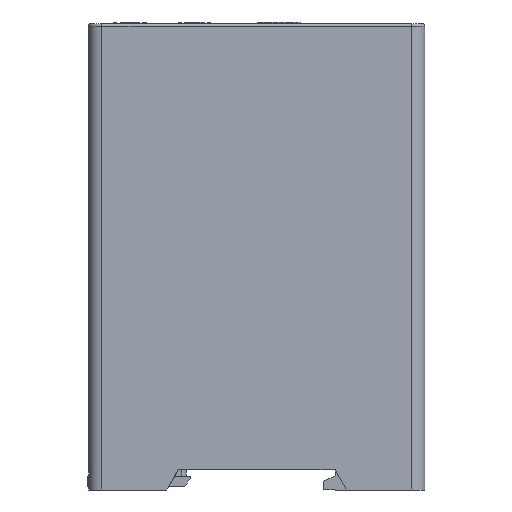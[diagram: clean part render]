
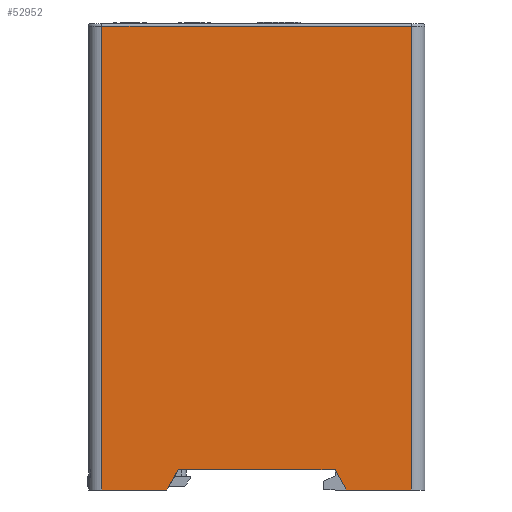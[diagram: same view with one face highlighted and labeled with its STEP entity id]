
A CAD part, front view. The second image highlights one B-rep face of the part: STEP entity #52952.
In plain terms, the highlighted planar face has unit normal (0, -1, 0).
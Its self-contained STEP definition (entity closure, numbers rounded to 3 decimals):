
#2076 = VERTEX_POINT ( 'NONE', #47776 ) ;
#2131 = CARTESIAN_POINT ( 'NONE',  ( 34.5, -11., -104. ) ) ;
#2604 = CARTESIAN_POINT ( 'NONE',  ( 17.5, -11., -99.5 ) ) ;
#4611 = VERTEX_POINT ( 'NONE', #27807 ) ;
#5006 = CARTESIAN_POINT ( 'NONE',  ( 34.5, -11., -104. ) ) ;
#6100 = DIRECTION ( 'NONE',  ( 1., 0., 0. ) ) ;
#6415 = CARTESIAN_POINT ( 'NONE',  ( -34.5, -11., -0.5 ) ) ;
#7153 = FACE_OUTER_BOUND ( 'NONE', #52261, .T. ) ;
#8024 = CARTESIAN_POINT ( 'NONE',  ( -17.5, -11., -99.5 ) ) ;
#8655 = LINE ( 'NONE', #2131, #52625 ) ;
#10269 = CARTESIAN_POINT ( 'NONE',  ( -37.5, -11., -104. ) ) ;
#11645 = LINE ( 'NONE', #50910, #32378 ) ;
#12775 = VECTOR ( 'NONE', #47522, 1000. ) ;
#13860 = DIRECTION ( 'NONE',  ( 0.486, 0., -0.874 ) ) ;
#14732 = ORIENTED_EDGE ( 'NONE', *, *, #43814, .T. ) ;
#14917 = EDGE_CURVE ( 'NONE', #47999, #43807, #29981, .T. ) ;
#14996 = EDGE_CURVE ( 'NONE', #17919, #23521, #37087, .T. ) ;
#17743 = VECTOR ( 'NONE', #6100, 1000. ) ;
#17919 = VERTEX_POINT ( 'NONE', #2604 ) ;
#18606 = CARTESIAN_POINT ( 'NONE',  ( -37.5, -11., -0.5 ) ) ;
#18715 = EDGE_CURVE ( 'NONE', #23521, #44942, #20338, .T. ) ;
#19688 = EDGE_CURVE ( 'NONE', #43807, #44942, #27103, .T. ) ;
#20338 = LINE ( 'NONE', #21675, #41052 ) ;
#21675 = CARTESIAN_POINT ( 'NONE',  ( -24.127, -11., -111.429 ) ) ;
#22453 = LINE ( 'NONE', #18606, #12775 ) ;
#22794 = ORIENTED_EDGE ( 'NONE', *, *, #14917, .T. ) ;
#23521 = VERTEX_POINT ( 'NONE', #8024 ) ;
#25023 = ORIENTED_EDGE ( 'NONE', *, *, #53081, .T. ) ;
#25286 = DIRECTION ( 'NONE',  ( 0., 0., -1. ) ) ;
#25804 = VECTOR ( 'NONE', #47485, 1000. ) ;
#25820 = DIRECTION ( 'NONE',  ( -0.486, 0., -0.874 ) ) ;
#25845 = ORIENTED_EDGE ( 'NONE', *, *, #19688, .T. ) ;
#26479 = EDGE_CURVE ( 'NONE', #2076, #47999, #22453, .T. ) ;
#26674 = CARTESIAN_POINT ( 'NONE',  ( -34.5, -11., -104. ) ) ;
#26825 = AXIS2_PLACEMENT_3D ( 'NONE', #41779, #50039, #25286 ) ;
#27103 = LINE ( 'NONE', #10269, #25804 ) ;
#27628 = ORIENTED_EDGE ( 'NONE', *, *, #14996, .F. ) ;
#27807 = CARTESIAN_POINT ( 'NONE',  ( 20., -11., -104. ) ) ;
#28768 = LINE ( 'NONE', #30880, #17743 ) ;
#29981 = LINE ( 'NONE', #38945, #49326 ) ;
#30880 = CARTESIAN_POINT ( 'NONE',  ( -37.5, -11., -104. ) ) ;
#31033 = DIRECTION ( 'NONE',  ( -1., 0., 0. ) ) ;
#31129 = DIRECTION ( 'NONE',  ( 0., 0., 1. ) ) ;
#32378 = VECTOR ( 'NONE', #13860, 1000. ) ;
#33158 = ORIENTED_EDGE ( 'NONE', *, *, #18715, .F. ) ;
#35778 = VECTOR ( 'NONE', #31033, 1000. ) ;
#37087 = LINE ( 'NONE', #43295, #35778 ) ;
#37888 = ORIENTED_EDGE ( 'NONE', *, *, #46816, .T. ) ;
#38945 = CARTESIAN_POINT ( 'NONE',  ( -34.5, -11., -104. ) ) ;
#41052 = VECTOR ( 'NONE', #25820, 1000. ) ;
#41779 = CARTESIAN_POINT ( 'NONE',  ( -37.5, -11., -104. ) ) ;
#43295 = CARTESIAN_POINT ( 'NONE',  ( -37.5, -11., -99.5 ) ) ;
#43807 = VERTEX_POINT ( 'NONE', #26674 ) ;
#43814 = EDGE_CURVE ( 'NONE', #4611, #49241, #28768, .T. ) ;
#44942 = VERTEX_POINT ( 'NONE', #47508 ) ;
#45910 = PLANE ( 'NONE',  #26825 ) ;
#46561 = ORIENTED_EDGE ( 'NONE', *, *, #26479, .T. ) ;
#46816 = EDGE_CURVE ( 'NONE', #49241, #2076, #8655, .T. ) ;
#47485 = DIRECTION ( 'NONE',  ( 1., 0., 0. ) ) ;
#47508 = CARTESIAN_POINT ( 'NONE',  ( -20., -11., -104. ) ) ;
#47522 = DIRECTION ( 'NONE',  ( -1., 0., 0. ) ) ;
#47776 = CARTESIAN_POINT ( 'NONE',  ( 34.5, -11., -0.5 ) ) ;
#47999 = VERTEX_POINT ( 'NONE', #6415 ) ;
#49241 = VERTEX_POINT ( 'NONE', #5006 ) ;
#49326 = VECTOR ( 'NONE', #51224, 1000. ) ;
#50039 = DIRECTION ( 'NONE',  ( 0., -1., 0. ) ) ;
#50910 = CARTESIAN_POINT ( 'NONE',  ( 6.439, -11., -79.59 ) ) ;
#51224 = DIRECTION ( 'NONE',  ( 0., 0., -1. ) ) ;
#52261 = EDGE_LOOP ( 'NONE', ( #37888, #46561, #22794, #25845, #33158, #27628, #25023, #14732 ) ) ;
#52625 = VECTOR ( 'NONE', #31129, 1000. ) ;
#52952 = ADVANCED_FACE ( 'Fl�che7', ( #7153 ), #45910, .T. ) ;
#53081 = EDGE_CURVE ( 'NONE', #17919, #4611, #11645, .T. ) ;
